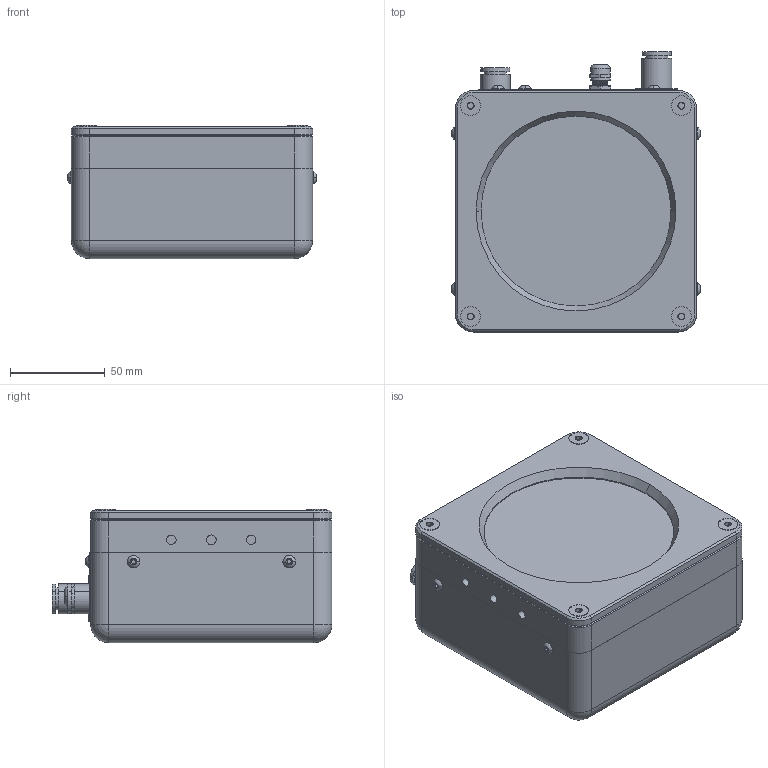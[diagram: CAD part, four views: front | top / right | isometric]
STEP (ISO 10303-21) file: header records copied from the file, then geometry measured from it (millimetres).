
FILE_DESCRIPTION (( 'STEP AP203' ), '1' );
FILE_NAME ('SK-9710 HP100A-12KW-HD.STEP', '2017-08-09T13:13:48', ( '' ), ( '' ), 'SwSTEP 2.0', 'SolidWorks 2016', '' );
FILE_SCHEMA (( 'CONFIG_CONTROL_DESIGN' ));
Products named in the file (1): SK-9710 HP100A-12KW-HD
Bounding box: 130.71 x 147.39 x 70.17 mm (x, y, z)
Surface area: 146956.5 mm2 (no closed solid volume)
Topology: 0 solids, 43 shells, 1966 faces, 4981 edges, 3125 vertices
Faces by surface type: plane 825, cylinder 667, cone 257, bspline 155, torus 40, sphere 22
Entity records: 116799 total; most frequent: CARTESIAN_POINT 72207, ORIENTED_EDGE 9914, DIRECTION 8435, EDGE_CURVE 4971, VERTEX_POINT 3125, AXIS2_PLACEMENT_3D 2919, LINE 2597, VECTOR 2597
